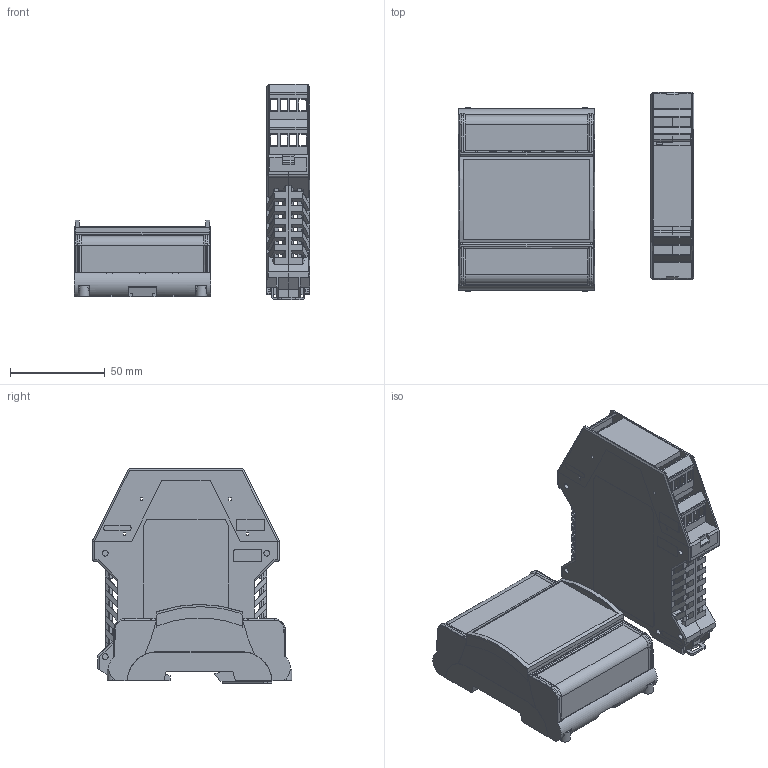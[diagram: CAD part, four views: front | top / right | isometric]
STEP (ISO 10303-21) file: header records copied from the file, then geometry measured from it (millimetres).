
FILE_DESCRIPTION (( 'STEP AP214' ), '1' );
FILE_NAME ('NC97_NC9701.STEP', '2025-07-02T14:10:38', ( '' ), ( '' ), 'SwSTEP 2.0', 'SolidWorks 2025', '' );
FILE_SCHEMA (( 'AUTOMOTIVE_DESIGN' ));
Length unit declared in the file: millimetre
Products named in the file (13): Fussriegel_17.5_L30_H.Select__00315466.STEP; ME_22.5_UTL_H_H.Select__00392903.STEP; ME_Verriegelungshaken_H.Select__00446697.STEP; NC97; ME_22.5_UTR_H_H.Select__00393036.STEP; NC62-NC97_coperchio.STEP; NC62_NC92_NC96_NC97_NC98.STEP; NC62-NC97_base.STEP; COPERCHIO NC97_1; NC9701; ME_22.5_OT-MKDSO_H.Select__00273264.STEP; NC97_NC9701; CORPO NC97_1
Assembly tree (13 placements, depth 5):
  NC97_NC9701
    NC9701
      CORPO NC97_1
      COPERCHIO NC97_1
    NC97
      NC62_NC92_NC96_NC97_NC98.STEP
        NC62-NC97_base.STEP
          ME_Verriegelungshaken_H.Select__00446697.STEP  x2
          ME_22.5_UTL_H_H.Select__00392903.STEP
          ME_22.5_UTR_H_H.Select__00393036.STEP
          Fussriegel_17.5_L30_H.Select__00315466.STEP
        NC62-NC97_coperchio.STEP
          ME_22.5_OT-MKDSO_H.Select__00273264.STEP
Bounding box: 124.39 x 105.37 x 113.6 mm (x, y, z)
Volume: 93564.3 mm3; surface area: 122231.3 mm2
Topology: 11 solids, 11 shells, 1705 faces, 5066 edges, 3325 vertices
Faces by surface type: plane 1373, cylinder 282, bspline 26, cone 24
Entity records: 65724 total; most frequent: CARTESIAN_POINT 13174, ORIENTED_EDGE 10048, DIRECTION 8820, EDGE_CURVE 5024, LINE 4296, VECTOR 4296, VERTEX_POINT 3297, AXIS2_PLACEMENT_3D 2262
